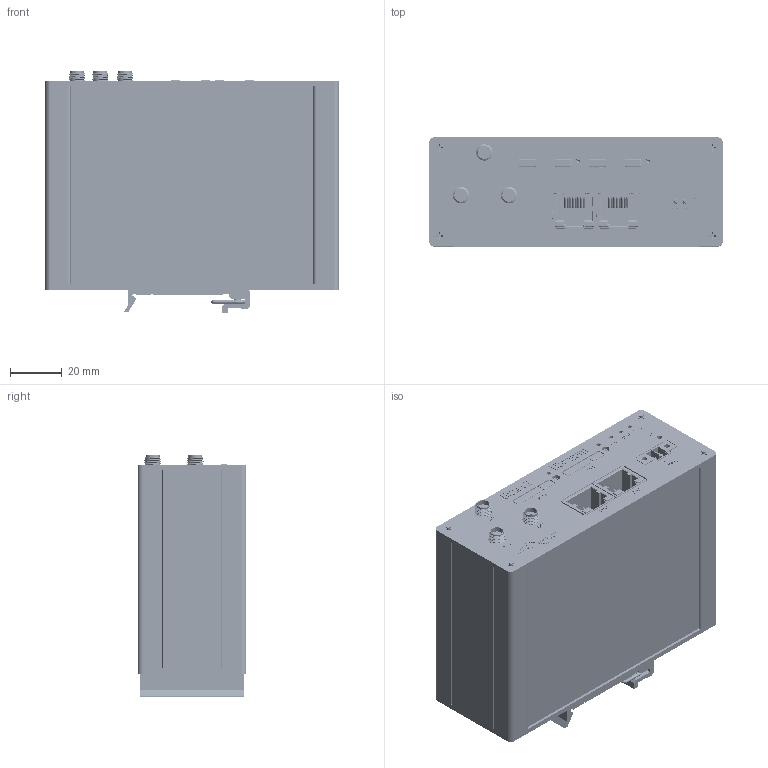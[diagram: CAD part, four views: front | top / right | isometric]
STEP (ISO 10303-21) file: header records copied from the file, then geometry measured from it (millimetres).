
FILE_DESCRIPTION (( 'STEP AP214' ), '1' );
FILE_NAME ('UR5i_v2_Libratum_SL_WiFi.STEP', '2019-02-06T12:10:25', ( '' ), ( '' ), 'SwSTEP 2.0', 'SolidWorks 2018', '' );
FILE_SCHEMA (( 'AUTOMOTIVE_DESIGN' ));
Length unit declared in the file: millimetre
Products named in the file (20): SIM_912283001___ _________; Profil_BB-SBD40; Pero_BB-SBD40; SIM_holder; 691325110002_03; 472_CKC2_UR5i_v2L_SL_3A; M2_5x5_PH_silver; UR5i_v2_Libratum_SL_WiFi; Screw_box_7982    49,5-mattssons; BB-SBD40_model_silver; 691325110002_01; User Library-Rj45-1; 691325110002_02; SMA-J-P-H-ST-EM3; 691325110002; kolik_BB-SBD40; 656_CKC2_zadni_celo_v2_router; 691325110002_04; 691325110002_05; CKK2_box
Assembly tree (34 placements, depth 3):
  UR5i_v2_Libratum_SL_WiFi
    472_CKC2_UR5i_v2L_SL_3A
    CKK2_box
    656_CKC2_zadni_celo_v2_router
    691325110002
      691325110002_01
      691325110002_02
      691325110002_03
      691325110002_04
      691325110002_05
    Screw_box_7982    49,5-mattssons  x8
    SIM_912283001___ _________  x2
    SIM_holder  x2
    SMA-J-P-H-ST-EM3  x3
    User Library-Rj45-1  x2
    BB-SBD40_model_silver
      Profil_BB-SBD40
      kolik_BB-SBD40
      Pero_BB-SBD40
    M2_5x5_PH_silver  x4
Bounding box: 113.2 x 42 x 93.4 mm (x, y, z)
Volume: 76801.4 mm3; surface area: 94144.7 mm2
Topology: 32 solids, 32 shells, 5792 faces, 15843 edges, 10213 vertices
Faces by surface type: plane 3902, cylinder 1205, cone 302, bspline 261, torus 122
Entity records: 313141 total; most frequent: CARTESIAN_POINT 187162, ORIENTED_EDGE 21812, DIRECTION 18240, EDGE_CURVE 10906, LINE 9048, VECTOR 9048, VERTEX_POINT 7152, AXIS2_PLACEMENT_3D 4596
